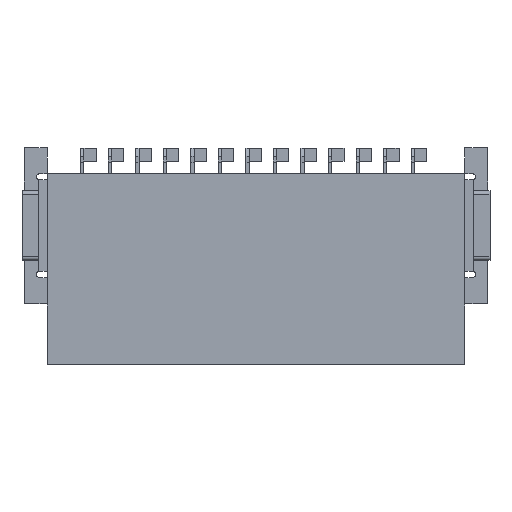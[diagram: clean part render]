
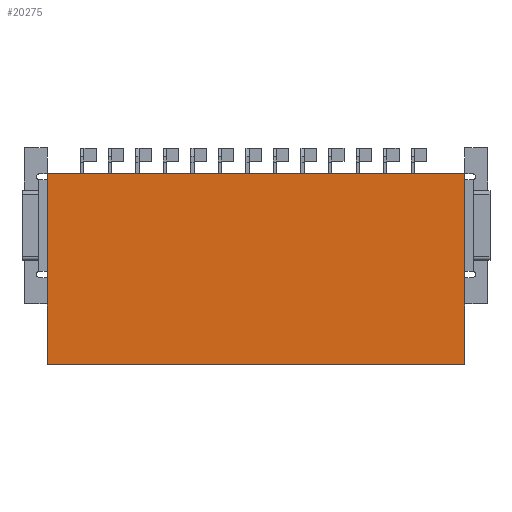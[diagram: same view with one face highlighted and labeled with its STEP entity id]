
A CAD part, top view. The second image highlights one B-rep face of the part: STEP entity #20275.
In plain terms, the highlighted planar face has unit normal (0, 0, 1).
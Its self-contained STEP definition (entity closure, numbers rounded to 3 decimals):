
#14287=CARTESIAN_POINT('',(-9.63,-0.235,4.25));
#14288=VERTEX_POINT('',#14287);
#14295=CARTESIAN_POINT('',(9.63,-0.235,4.25));
#14296=VERTEX_POINT('',#14295);
#14297=CARTESIAN_POINT('',(-9.63,-0.235,4.25));
#14298=DIRECTION('',(1.0,0.0,0.0));
#14299=VECTOR('',#14298,19.26);
#14300=LINE('',#14297,#14299);
#14301=EDGE_CURVE('',#14288,#14296,#14300,.T.);
#19756=CARTESIAN_POINT('',(9.63,-9.035,4.25));
#19757=VERTEX_POINT('',#19756);
#19766=CARTESIAN_POINT('',(-9.63,-9.035,4.25));
#19767=VERTEX_POINT('',#19766);
#19768=CARTESIAN_POINT('',(-9.63,-9.035,4.25));
#19769=DIRECTION('',(1.0,0.0,0.0));
#19770=VECTOR('',#19769,19.26);
#19771=LINE('',#19768,#19770);
#19772=EDGE_CURVE('',#19767,#19757,#19771,.T.);
#20195=CARTESIAN_POINT('',(9.63,-9.035,4.25));
#20196=DIRECTION('',(0.0,1.0,0.0));
#20197=VECTOR('',#20196,8.8);
#20198=LINE('',#20195,#20197);
#20199=EDGE_CURVE('',#19757,#14296,#20198,.T.);
#20259=CARTESIAN_POINT('',(-10.593,0.205,4.25));
#20260=DIRECTION('',(0.0,0.0,1.0));
#20261=DIRECTION('',(0.0,-1.0,0.0));
#20262=AXIS2_PLACEMENT_3D('',#20259,#20260,#20261);
#20263=PLANE('',#20262);
#20264=ORIENTED_EDGE('',*,*,#14301,.F.);
#20265=CARTESIAN_POINT('',(-9.63,-9.035,4.25));
#20266=DIRECTION('',(0.0,1.0,0.0));
#20267=VECTOR('',#20266,8.8);
#20268=LINE('',#20265,#20267);
#20269=EDGE_CURVE('',#19767,#14288,#20268,.T.);
#20270=ORIENTED_EDGE('',*,*,#20269,.F.);
#20271=ORIENTED_EDGE('',*,*,#19772,.T.);
#20272=ORIENTED_EDGE('',*,*,#20199,.T.);
#20273=EDGE_LOOP('',(#20264,#20270,#20271,#20272));
#20274=FACE_OUTER_BOUND('',#20273,.T.);
#20275=ADVANCED_FACE('',(#20274),#20263,.T.);
